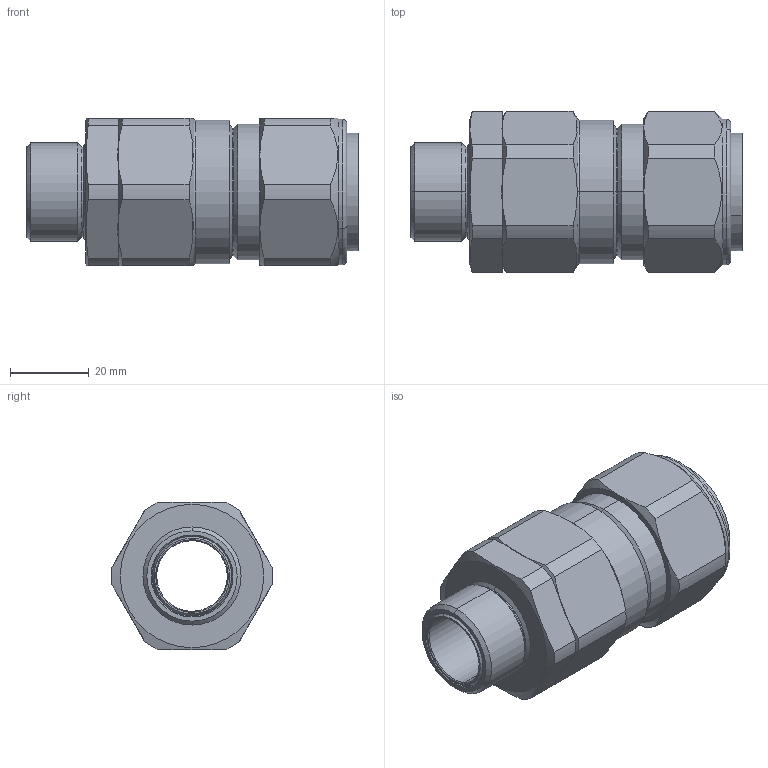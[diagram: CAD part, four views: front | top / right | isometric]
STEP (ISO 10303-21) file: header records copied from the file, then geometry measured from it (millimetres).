
FILE_DESCRIPTION (( 'STEP AP203' ), '1' );
FILE_NAME ('25SPX2KREX1RA.STEP', '2019-06-07T10:06:45', ( '' ), ( '' ), 'SwSTEP 2.0', 'SolidWorks 2017', '' );
FILE_SCHEMA (( 'CONFIG_CONTROL_DESIGN' ));
Length unit declared in the file: millimetre
Products named in the file (1): 25SPX2KREX1RA
Bounding box: 84.55 x 41.23 x 37.5 mm (x, y, z)
Surface area: 17157.4 mm2 (no closed solid volume)
Topology: 0 solids, 6 shells, 115 faces, 278 edges, 172 vertices
Faces by surface type: cone 42, cylinder 36, plane 27, torus 10
Entity records: 3690 total; most frequent: CARTESIAN_POINT 922, DIRECTION 602, ORIENTED_EDGE 528, EDGE_CURVE 278, AXIS2_PLACEMENT_3D 256, VERTEX_POINT 172, CIRCLE 140, EDGE_LOOP 124
